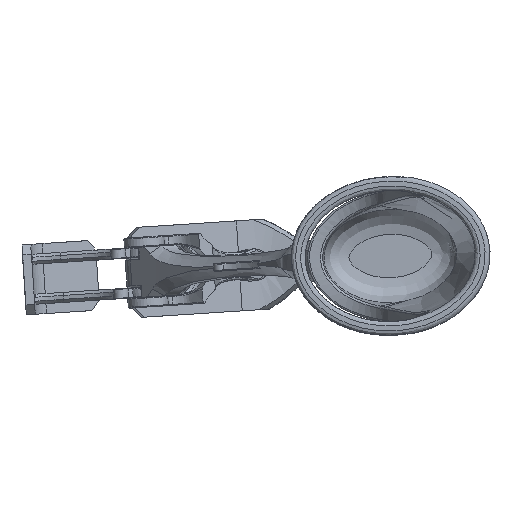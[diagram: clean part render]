
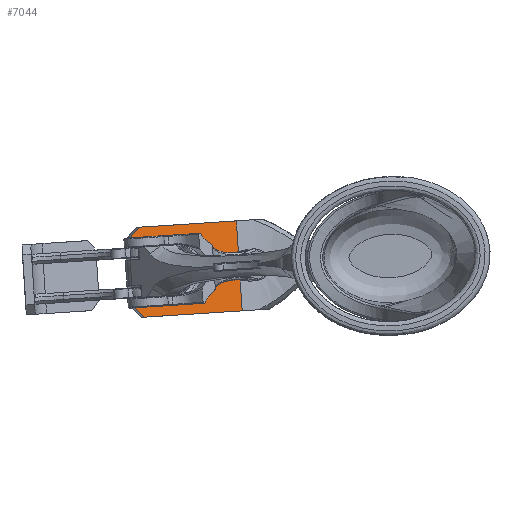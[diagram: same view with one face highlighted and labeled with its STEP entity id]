
A CAD part, left-side view. The second image highlights one B-rep face of the part: STEP entity #7044.
In plain terms, the highlighted face is planar.
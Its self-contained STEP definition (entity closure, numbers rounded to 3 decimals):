
#423=LINE('',#22168,#696);
#425=LINE('',#22197,#698);
#428=LINE('',#22210,#701);
#430=LINE('',#22213,#703);
#433=LINE('',#22255,#706);
#435=LINE('',#22259,#708);
#438=LINE('',#22270,#711);
#439=LINE('',#22272,#712);
#440=LINE('',#22274,#713);
#441=LINE('',#22278,#714);
#442=LINE('',#22280,#715);
#443=LINE('',#22282,#716);
#444=LINE('',#22287,#717);
#696=VECTOR('',#8707,10.);
#698=VECTOR('',#8711,10.);
#701=VECTOR('',#8714,10.);
#703=VECTOR('',#8716,10.);
#706=VECTOR('',#8721,10.);
#708=VECTOR('',#8725,10.);
#711=VECTOR('',#8730,10.);
#712=VECTOR('',#8731,10.);
#713=VECTOR('',#8732,10.);
#714=VECTOR('',#8735,10.);
#715=VECTOR('',#8736,10.);
#716=VECTOR('',#8737,10.);
#717=VECTOR('',#8738,10.);
#947=PLANE('',#7660);
#1284=FACE_OUTER_BOUND('',#1738,.T.);
#1738=EDGE_LOOP('',(#6098,#6099,#6100,#6101,#6102,#6103,#6104,#6105,#6106,
#6107,#6108,#6109,#6110,#6111,#6112,#6113));
#2260=B_SPLINE_CURVE_WITH_KNOTS('',3,(#22265,#22266,#22267,#22268),
 .UNSPECIFIED.,.F.,.F.,(4,4),(-1.898,-1.),.UNSPECIFIED.);
#2261=B_SPLINE_CURVE_WITH_KNOTS('',3,(#22283,#22284,#22285,#22286),
 .UNSPECIFIED.,.F.,.F.,(4,4),(-2.,-1.102),.UNSPECIFIED.);
#2578=CIRCLE('',#7661,25.);
#3160=VERTEX_POINT('',#22165);
#3161=VERTEX_POINT('',#22167);
#3163=VERTEX_POINT('',#22191);
#3164=VERTEX_POINT('',#22196);
#3166=VERTEX_POINT('',#22209);
#3167=VERTEX_POINT('',#22211);
#3175=VERTEX_POINT('',#22254);
#3176=VERTEX_POINT('',#22258);
#3178=VERTEX_POINT('',#22264);
#3179=VERTEX_POINT('',#22269);
#3180=VERTEX_POINT('',#22271);
#3181=VERTEX_POINT('',#22273);
#3182=VERTEX_POINT('',#22275);
#3183=VERTEX_POINT('',#22277);
#3184=VERTEX_POINT('',#22279);
#3185=VERTEX_POINT('',#22281);
#4153=EDGE_CURVE('',#3160,#3161,#423,.T.);
#4158=EDGE_CURVE('',#3163,#3164,#425,.T.);
#4161=EDGE_CURVE('',#3166,#3161,#428,.T.);
#4163=EDGE_CURVE('',#3163,#3167,#430,.T.);
#4171=EDGE_CURVE('',#3164,#3175,#433,.T.);
#4173=EDGE_CURVE('',#3176,#3175,#435,.T.);
#4176=EDGE_CURVE('',#3167,#3178,#2260,.T.);
#4177=EDGE_CURVE('',#3178,#3179,#438,.T.);
#4178=EDGE_CURVE('',#3179,#3180,#439,.T.);
#4179=EDGE_CURVE('',#3180,#3181,#440,.T.);
#4180=EDGE_CURVE('',#3181,#3182,#2578,.T.);
#4181=EDGE_CURVE('',#3182,#3183,#441,.T.);
#4182=EDGE_CURVE('',#3183,#3184,#442,.T.);
#4183=EDGE_CURVE('',#3185,#3184,#443,.T.);
#4184=EDGE_CURVE('',#3185,#3166,#2261,.T.);
#4185=EDGE_CURVE('',#3176,#3160,#444,.T.);
#6098=ORIENTED_EDGE('',*,*,#4171,.F.);
#6099=ORIENTED_EDGE('',*,*,#4158,.F.);
#6100=ORIENTED_EDGE('',*,*,#4163,.T.);
#6101=ORIENTED_EDGE('',*,*,#4176,.T.);
#6102=ORIENTED_EDGE('',*,*,#4177,.T.);
#6103=ORIENTED_EDGE('',*,*,#4178,.T.);
#6104=ORIENTED_EDGE('',*,*,#4179,.T.);
#6105=ORIENTED_EDGE('',*,*,#4180,.T.);
#6106=ORIENTED_EDGE('',*,*,#4181,.T.);
#6107=ORIENTED_EDGE('',*,*,#4182,.T.);
#6108=ORIENTED_EDGE('',*,*,#4183,.F.);
#6109=ORIENTED_EDGE('',*,*,#4184,.T.);
#6110=ORIENTED_EDGE('',*,*,#4161,.T.);
#6111=ORIENTED_EDGE('',*,*,#4153,.F.);
#6112=ORIENTED_EDGE('',*,*,#4185,.F.);
#6113=ORIENTED_EDGE('',*,*,#4173,.T.);
#7044=ADVANCED_FACE('',(#1284),#947,.T.);
#7660=AXIS2_PLACEMENT_3D('',#22263,#8728,#8729);
#7661=AXIS2_PLACEMENT_3D('',#22276,#8733,#8734);
#8707=DIRECTION('',(0.,-1.,0.));
#8711=DIRECTION('',(0.,1.,0.));
#8714=DIRECTION('',(1.,0.,0.));
#8716=DIRECTION('',(1.,0.,0.));
#8721=DIRECTION('',(0.707,0.707,0.));
#8725=DIRECTION('',(-1.,0.,0.));
#8728=DIRECTION('center_axis',(0.,0.,1.));
#8729=DIRECTION('ref_axis',(0.,-1.,0.));
#8730=DIRECTION('',(0.,1.,0.));
#8731=DIRECTION('',(1.,0.,0.));
#8732=DIRECTION('',(0.,-1.,0.));
#8733=DIRECTION('center_axis',(0.,0.,1.));
#8734=DIRECTION('ref_axis',(1.,0.,0.));
#8735=DIRECTION('',(0.,1.,0.));
#8736=DIRECTION('',(1.,0.,0.));
#8737=DIRECTION('',(0.,1.,0.));
#8738=DIRECTION('',(0.707,-0.707,0.));
#22165=CARTESIAN_POINT('',(80.,25.778,-496.859));
#22167=CARTESIAN_POINT('',(80.,-77.853,-496.859));
#22168=CARTESIAN_POINT('',(80.,35.778,-496.859));
#22191=CARTESIAN_POINT('',(-10.,-77.853,-496.859));
#22196=CARTESIAN_POINT('',(-10.,25.778,-496.859));
#22197=CARTESIAN_POINT('',(-10.,35.778,-496.859));
#22209=CARTESIAN_POINT('',(49.123,-77.853,-496.859));
#22210=CARTESIAN_POINT('',(0.,-77.853,-496.859));
#22211=CARTESIAN_POINT('',(20.877,-77.853,-496.859));
#22213=CARTESIAN_POINT('',(0.,-77.853,-496.859));
#22254=CARTESIAN_POINT('',(0.,35.778,-496.859));
#22255=CARTESIAN_POINT('',(-2.5,33.278,-496.859));
#22258=CARTESIAN_POINT('',(70.,35.778,-496.859));
#22259=CARTESIAN_POINT('',(0.,35.778,-496.859));
#22263=CARTESIAN_POINT('Origin',(0.,35.778,-496.859));
#22264=CARTESIAN_POINT('',(0.,-13.28,-496.859));
#22265=CARTESIAN_POINT('Ctrl Pts',(20.877,-77.853,-496.859));
#22266=CARTESIAN_POINT('Ctrl Pts',(24.652,-49.012,-496.859));
#22267=CARTESIAN_POINT('Ctrl Pts',(14.66,-21.827,-496.859));
#22268=CARTESIAN_POINT('Ctrl Pts',(0.,-13.28,
-496.859));
#22269=CARTESIAN_POINT('',(0.,15.707,-496.859));
#22270=CARTESIAN_POINT('',(0.,-77.853,-496.859));
#22271=CARTESIAN_POINT('',(10.,15.707,-496.859));
#22272=CARTESIAN_POINT('',(0.,15.707,-496.859));
#22273=CARTESIAN_POINT('',(10.,4.773,-496.859));
#22274=CARTESIAN_POINT('',(10.,-9.756,-496.859));
#22275=CARTESIAN_POINT('',(60.,4.773,-496.859));
#22276=CARTESIAN_POINT('Origin',(35.,4.773,-496.859));
#22277=CARTESIAN_POINT('',(60.,15.707,-496.859));
#22278=CARTESIAN_POINT('',(60.,-36.54,-496.859));
#22279=CARTESIAN_POINT('',(70.,15.707,-496.859));
#22280=CARTESIAN_POINT('',(0.,15.707,-496.859));
#22281=CARTESIAN_POINT('',(70.,-13.28,-496.859));
#22282=CARTESIAN_POINT('',(70.,-77.853,-496.859));
#22283=CARTESIAN_POINT('Ctrl Pts',(70.,-13.28,-496.859));
#22284=CARTESIAN_POINT('Ctrl Pts',(55.34,-21.827,-496.859));
#22285=CARTESIAN_POINT('Ctrl Pts',(45.348,-49.012,-496.859));
#22286=CARTESIAN_POINT('Ctrl Pts',(49.123,-77.853,-496.859));
#22287=CARTESIAN_POINT('',(55.,50.778,-496.859));
